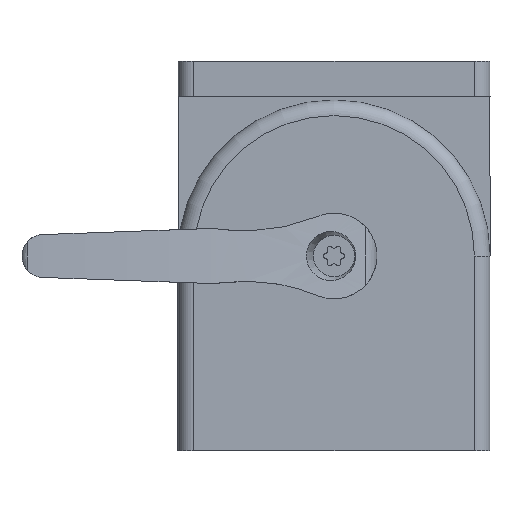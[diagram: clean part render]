
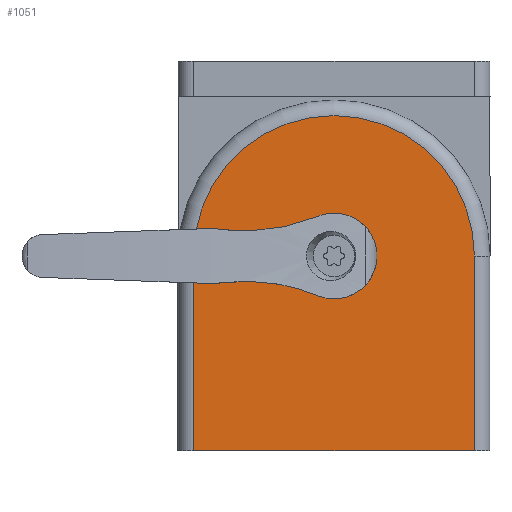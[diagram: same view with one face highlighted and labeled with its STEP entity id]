
A CAD part, left-side view. The second image highlights one B-rep face of the part: STEP entity #1051.
In plain terms, the highlighted planar face has unit normal (-1, 0, 0).
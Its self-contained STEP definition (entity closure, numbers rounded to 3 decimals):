
#1051=ADVANCED_FACE('',(#1287,#1288),#1289,.T.);
#1287=FACE_BOUND('',#1572,.T.);
#1288=FACE_OUTER_BOUND('',#1573,.T.);
#1289=PLANE('',#1574);
#1572=EDGE_LOOP('',(#2293));
#1573=EDGE_LOOP('',(#2294,#2295,#2296,#2297));
#1574=AXIS2_PLACEMENT_3D('',#2298,#2299,#2300);
#2293=ORIENTED_EDGE('',*,*,#2602,.T.);
#2294=ORIENTED_EDGE('',*,*,#2578,.T.);
#2295=ORIENTED_EDGE('',*,*,#2576,.T.);
#2296=ORIENTED_EDGE('',*,*,#2605,.T.);
#2297=ORIENTED_EDGE('',*,*,#2580,.T.);
#2298=CARTESIAN_POINT('',(-20.0,0.0,0.0));
#2299=DIRECTION('',(-1.0,0.0,0.0));
#2300=DIRECTION('',(0.0,0.0,1.0));
#2576=EDGE_CURVE('',#2953,#2957,#2959,.T.);
#2578=EDGE_CURVE('',#2960,#2953,#2962,.T.);
#2580=EDGE_CURVE('',#2963,#2960,#2965,.T.);
#2602=EDGE_CURVE('',#2998,#2998,#2999,.T.);
#2605=EDGE_CURVE('',#2957,#2963,#3003,.T.);
#2953=VERTEX_POINT('',#4106);
#2957=VERTEX_POINT('',#4111);
#2959=LINE('',#4113,#4114);
#2960=VERTEX_POINT('',#4115);
#2962=CIRCLE('',#4117,36.0);
#2963=VERTEX_POINT('',#4118);
#2965=LINE('',#4120,#4121);
#2998=VERTEX_POINT('',#4167);
#2999=CIRCLE('',#4168,8.96);
#3003=LINE('',#4173,#4174);
#4106=CARTESIAN_POINT('',(-20.0,36.0,50.0));
#4111=CARTESIAN_POINT('',(-20.0,36.0,0.0));
#4113=CARTESIAN_POINT('',(-20.0,36.0,0.0));
#4114=VECTOR('',#4494,1.0);
#4115=CARTESIAN_POINT('',(-20.0,-36.0,50.0));
#4117=AXIS2_PLACEMENT_3D('',#4498,#4499,#4500);
#4118=CARTESIAN_POINT('',(-20.0,-36.0,0.0));
#4120=CARTESIAN_POINT('',(-20.0,-36.0,0.0));
#4121=VECTOR('',#4504,1.0);
#4167=CARTESIAN_POINT('',(-20.0,-8.96,50.0));
#4168=AXIS2_PLACEMENT_3D('',#4542,#4543,#4544);
#4173=CARTESIAN_POINT('',(-20.0,0.0,0.0));
#4174=VECTOR('',#4549,1.0);
#4494=DIRECTION('',(0.0,0.0,-1.0));
#4498=CARTESIAN_POINT('',(-20.0,0.,50.0));
#4499=DIRECTION('',(-1.0,0.0,0.0));
#4500=DIRECTION('',(0.0,0.0,1.0));
#4504=DIRECTION('',(0.0,0.0,1.0));
#4542=CARTESIAN_POINT('',(-20.0,0.,50.0));
#4543=DIRECTION('',(1.0,0.0,0.0));
#4544=DIRECTION('',(0.0,-1.0,0.0));
#4549=DIRECTION('',(0.0,-1.0,0.0));
